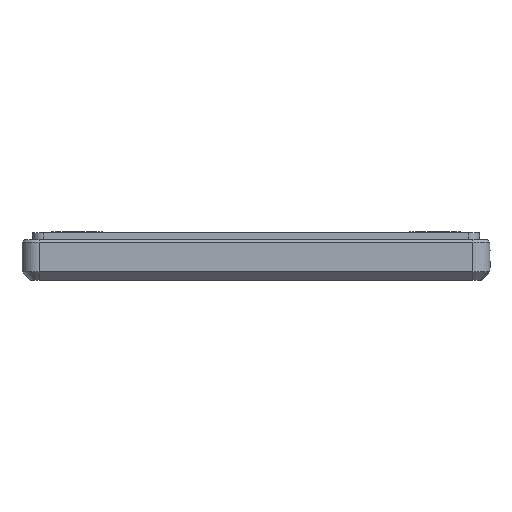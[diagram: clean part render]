
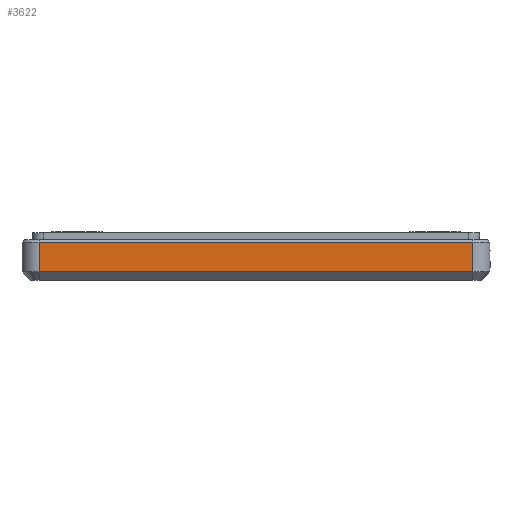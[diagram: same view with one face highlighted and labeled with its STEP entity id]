
A CAD part, left-side view. The second image highlights one B-rep face of the part: STEP entity #3622.
In plain terms, the highlighted planar face has unit normal (-1, 0, 0).
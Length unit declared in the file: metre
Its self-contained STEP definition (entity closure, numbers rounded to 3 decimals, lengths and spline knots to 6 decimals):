
#830=ORIENTED_EDGE('',*,*,#1617,.F.);
#831=ORIENTED_EDGE('',*,*,#1616,.T.);
#832=ORIENTED_EDGE('',*,*,#1610,.F.);
#833=ORIENTED_EDGE('',*,*,#1618,.F.);
#1610=EDGE_CURVE('',#2041,#2040,#2387,.T.);
#1616=EDGE_CURVE('',#2042,#2040,#2391,.T.);
#1617=EDGE_CURVE('',#2042,#2043,#2392,.T.);
#1618=EDGE_CURVE('',#2043,#2041,#2393,.T.);
#2040=VERTEX_POINT('',#5851);
#2041=VERTEX_POINT('',#5855);
#2042=VERTEX_POINT('',#5868);
#2043=VERTEX_POINT('',#5872);
#2387=LINE('',#5856,#2795);
#2391=LINE('',#5869,#2799);
#2392=LINE('',#5871,#2800);
#2393=LINE('',#5873,#2801);
#2795=VECTOR('',#4703,1.);
#2799=VECTOR('',#4723,1.);
#2800=VECTOR('',#4726,1.);
#2801=VECTOR('',#4727,1.);
#3025=EDGE_LOOP('',(#830,#831,#832,#833));
#3277=FACE_BOUND('',#3025,.T.);
#3454=PLANE('',#3915);
#3622=ADVANCED_FACE('',(#3277),#3454,.T.);
#3915=AXIS2_PLACEMENT_3D('',#5870,#4724,#4725);
#4703=DIRECTION('',(0.,-1.,0.));
#4723=DIRECTION('',(0.,0.,1.));
#4724=DIRECTION('',(-1.,0.,0.));
#4725=DIRECTION('',(0.,-1.,0.));
#4726=DIRECTION('',(0.,1.,0.));
#4727=DIRECTION('',(0.,0.,1.));
#5851=CARTESIAN_POINT('',(-0.0025,-0.0255,-0.00284));
#5855=CARTESIAN_POINT('',(-0.0025,0.0255,-0.00284));
#5856=CARTESIAN_POINT('',(-0.0025,0.01275,-0.00284));
#5868=CARTESIAN_POINT('',(-0.0025,-0.0255,-0.00635));
#5869=CARTESIAN_POINT('',(-0.0025,-0.0255,0.));
#5870=CARTESIAN_POINT('',(-0.0025,0.0255,0.));
#5871=CARTESIAN_POINT('',(-0.0025,0.01275,-0.00635));
#5872=CARTESIAN_POINT('',(-0.0025,0.0255,-0.00635));
#5873=CARTESIAN_POINT('',(-0.0025,0.0255,0.));
